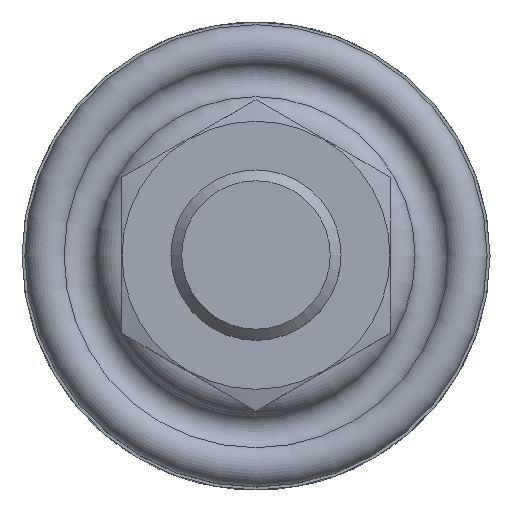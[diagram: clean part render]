
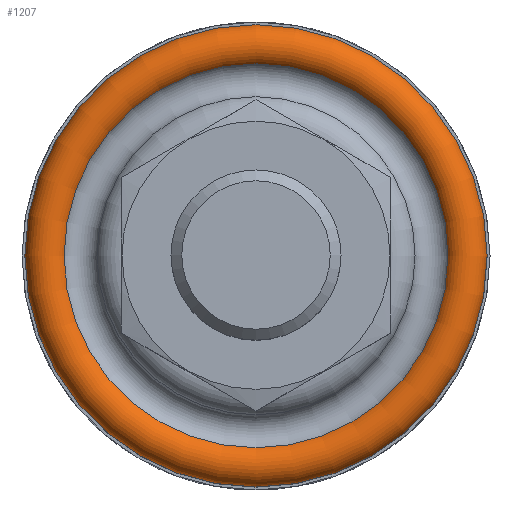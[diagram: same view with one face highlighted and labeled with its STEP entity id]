
A CAD part, top view. The second image highlights one B-rep face of the part: STEP entity #1207.
In plain terms, the highlighted toroidal (fillet/blend) face has major radius 14.8 mm and minor radius 1.5 mm.
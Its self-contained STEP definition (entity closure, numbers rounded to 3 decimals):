
#75=TOROIDAL_SURFACE('',#1305,14.8,1.5);
#305=ORIENTED_EDGE('',*,*,#466,.T.);
#306=ORIENTED_EDGE('',*,*,#405,.F.);
#405=EDGE_CURVE('',#516,#516,#600,.T.);
#466=EDGE_CURVE('',#562,#562,#625,.T.);
#516=VERTEX_POINT('',#1610);
#562=VERTEX_POINT('',#1841);
#600=CIRCLE('',#1248,16.3);
#625=CIRCLE('',#1304,13.534);
#691=EDGE_LOOP('',(#305));
#692=EDGE_LOOP('',(#306));
#782=FACE_BOUND('',#691,.T.);
#783=FACE_BOUND('',#692,.T.);
#1207=ADVANCED_FACE('',(#782,#783),#75,.T.);
#1248=AXIS2_PLACEMENT_3D('',#1609,#1359,#1360);
#1304=AXIS2_PLACEMENT_3D('',#1840,#1491,#1492);
#1305=AXIS2_PLACEMENT_3D('',#1842,#1493,#1494);
#1359=DIRECTION('',(0.,0.,-1.));
#1360=DIRECTION('',(-1.,0.,0.));
#1491=DIRECTION('',(0.,0.,-1.));
#1492=DIRECTION('',(-1.,0.,0.));
#1493=DIRECTION('',(0.,0.,-1.));
#1494=DIRECTION('',(-1.,0.,0.));
#1609=CARTESIAN_POINT('',(0.,0.,63.3));
#1610=CARTESIAN_POINT('',(-16.3,0.,63.3));
#1840=CARTESIAN_POINT('',(0.,0.,64.105));
#1841=CARTESIAN_POINT('',(-13.534,0.,64.105));
#1842=CARTESIAN_POINT('',(0.,0.,63.3));
